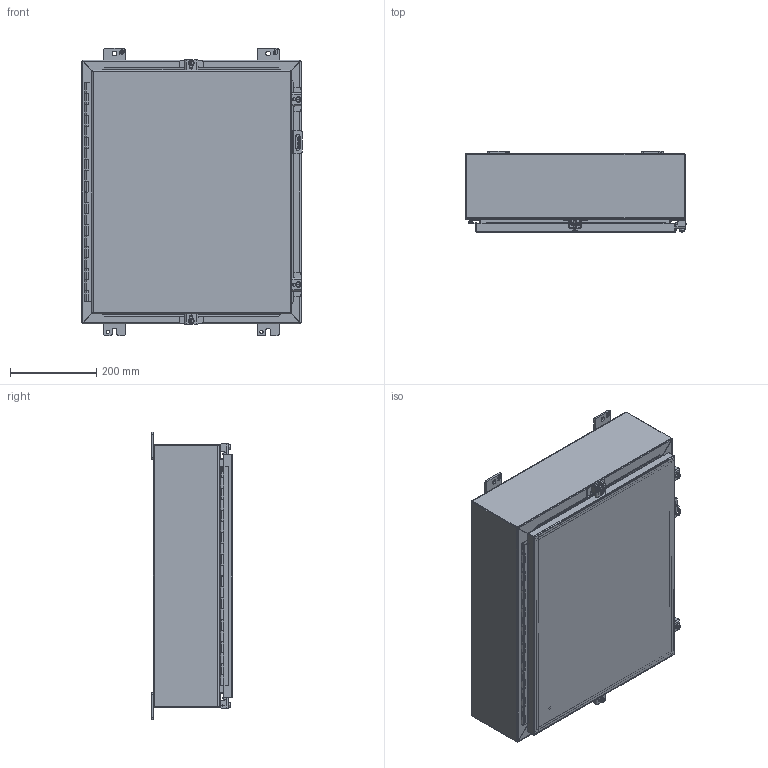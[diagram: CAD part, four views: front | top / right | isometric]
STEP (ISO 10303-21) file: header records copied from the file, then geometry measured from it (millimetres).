
FILE_DESCRIPTION (( 'STEP AP203' ), '1' );
FILE_NAME ('1418N4E6_Default.step', '2019-10-31T22:16:42', ( 'ADC123' ), ( 'Microsoft' ), 'SwSTEP 2.0', 'SolidWorks 2019', '' );
FILE_SCHEMA (( 'CONFIG_CONTROL_DESIGN' ));
Length unit declared in the file: inch
Products named in the file (1): 1418N4E6_Default
Bounding box: 511.2 x 188.9 x 666.75 mm (x, y, z)
Volume: 2839976.1 mm3; surface area: 2917843.6 mm2
Topology: 39 solids, 40 shells, 1412 faces, 3644 edges, 2348 vertices
Faces by surface type: plane 853, cylinder 474, bspline 66, cone 19
Entity records: 45629 total; most frequent: CARTESIAN_POINT 10932, ORIENTED_EDGE 7280, DIRECTION 7064, EDGE_CURVE 3640, VECTOR 2544, LINE 2544, VERTEX_POINT 2348, AXIS2_PLACEMENT_3D 2260
